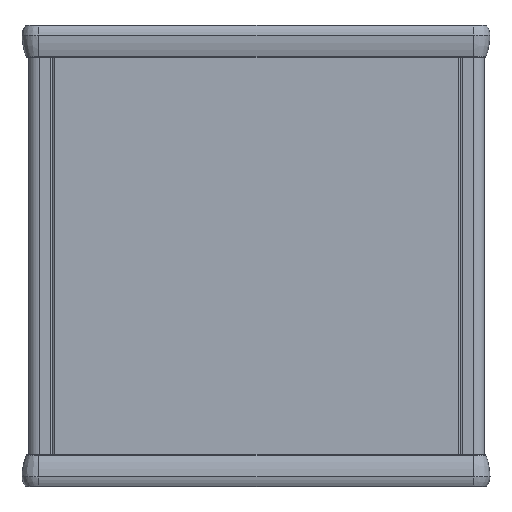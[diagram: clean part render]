
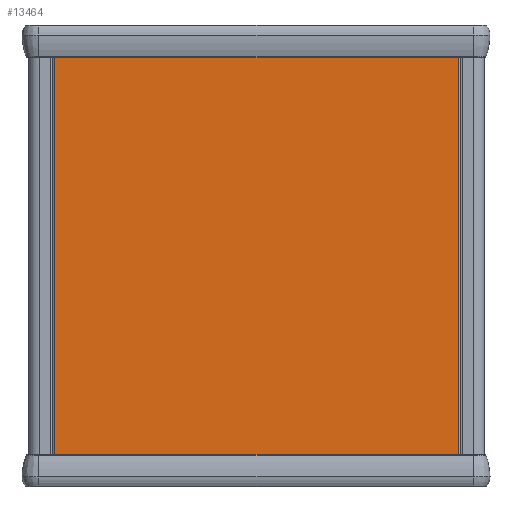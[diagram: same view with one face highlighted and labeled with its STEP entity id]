
A CAD part, front view. The second image highlights one B-rep face of the part: STEP entity #13464.
In plain terms, the highlighted planar face has unit normal (0, -1, 0).
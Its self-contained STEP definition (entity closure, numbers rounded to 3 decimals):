
#13109=CARTESIAN_POINT('',(116.016,0.,-80.0));
#13110=VERTEX_POINT('',#13109);
#13118=CARTESIAN_POINT('',(-30.516,0.,-80.0));
#13119=VERTEX_POINT('',#13118);
#13120=CARTESIAN_POINT('',(-30.516,0.,-80.0));
#13121=DIRECTION('',(1.0,0.,0.0));
#13122=VECTOR('',#13121,146.531);
#13123=LINE('',#13120,#13122);
#13124=EDGE_CURVE('',#13119,#13110,#13123,.T.);
#13421=CARTESIAN_POINT('',(116.016,0.,80.0));
#13422=VERTEX_POINT('',#13421);
#13430=CARTESIAN_POINT('',(116.016,0.,-80.0));
#13431=DIRECTION('',(0.0,0.0,1.0));
#13432=VECTOR('',#13431,160.0);
#13433=LINE('',#13430,#13432);
#13434=EDGE_CURVE('',#13110,#13422,#13433,.T.);
#13441=CARTESIAN_POINT('',(42.75,0.,0.0));
#13442=DIRECTION('',(0.,-1.0,0.0));
#13443=DIRECTION('',(0.0,0.0,-1.0));
#13444=AXIS2_PLACEMENT_3D('',#13441,#13442,#13443);
#13445=PLANE('',#13444);
#13446=CARTESIAN_POINT('',(-30.516,0.,80.0));
#13447=VERTEX_POINT('',#13446);
#13448=CARTESIAN_POINT('',(116.016,0.,80.0));
#13449=DIRECTION('',(-1.0,0.,0.0));
#13450=VECTOR('',#13449,146.531);
#13451=LINE('',#13448,#13450);
#13452=EDGE_CURVE('',#13422,#13447,#13451,.T.);
#13453=ORIENTED_EDGE('',*,*,#13452,.T.);
#13454=CARTESIAN_POINT('',(-30.516,0.,-80.0));
#13455=DIRECTION('',(0.0,0.0,1.0));
#13456=VECTOR('',#13455,160.0);
#13457=LINE('',#13454,#13456);
#13458=EDGE_CURVE('',#13119,#13447,#13457,.T.);
#13459=ORIENTED_EDGE('',*,*,#13458,.F.);
#13460=ORIENTED_EDGE('',*,*,#13124,.T.);
#13461=ORIENTED_EDGE('',*,*,#13434,.T.);
#13462=EDGE_LOOP('',(#13453,#13459,#13460,#13461));
#13463=FACE_OUTER_BOUND('',#13462,.T.);
#13464=ADVANCED_FACE('',(#13463),#13445,.T.);
